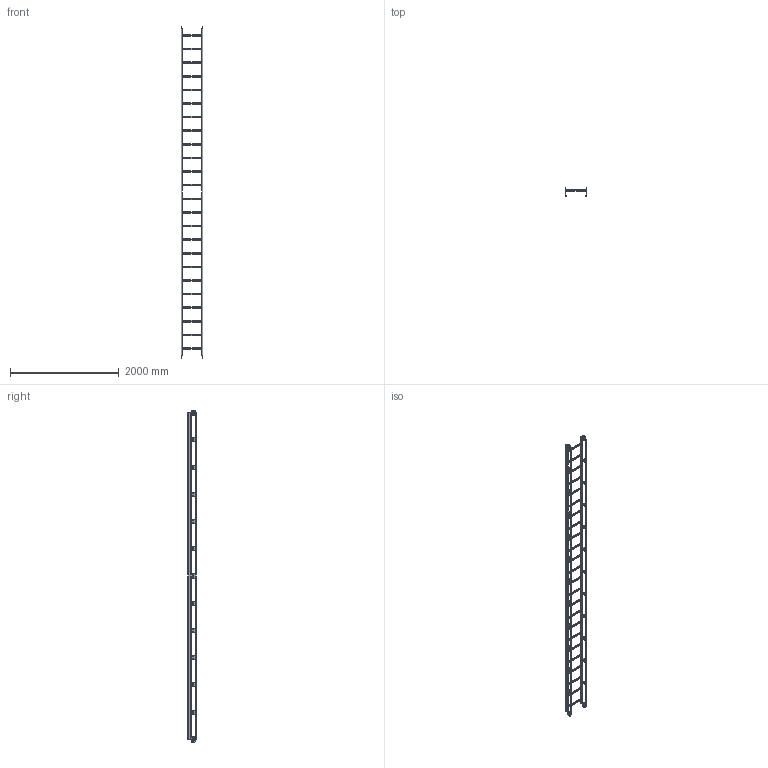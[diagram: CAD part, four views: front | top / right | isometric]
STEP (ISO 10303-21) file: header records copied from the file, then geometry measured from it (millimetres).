
FILE_DESCRIPTION (( 'STEP AP203' ), '1' );
FILE_NAME ('10-02-1570.STEP', '2013-05-02T09:29:45', ( 'asennus' ), ( '' ), 'SwSTEP 2.0', 'SolidWorks 2013', '' );
FILE_SCHEMA (( 'CONFIG_CONTROL_DESIGN' ));
Length unit declared in the file: millimetre
Products named in the file (1): 10-02-1570
Bounding box: 404 x 152.93 x 6100 mm (x, y, z)
Volume: 3259458 mm3; surface area: 6007012.5 mm2
Topology: 54 solids, 54 shells, 3236 faces, 8104 edges, 4976 vertices
Faces by surface type: plane 2020, cylinder 1216
Entity records: 96759 total; most frequent: DIRECTION 17010, CARTESIAN_POINT 16317, ORIENTED_EDGE 16208, EDGE_CURVE 8104, LINE 5672, VECTOR 5672, AXIS2_PLACEMENT_3D 5669, VERTEX_POINT 4976
